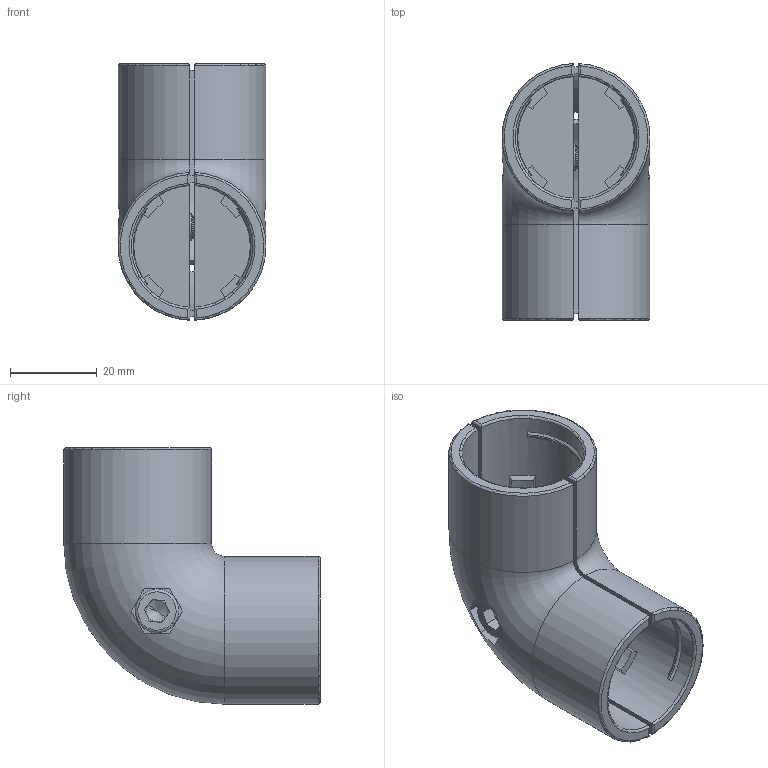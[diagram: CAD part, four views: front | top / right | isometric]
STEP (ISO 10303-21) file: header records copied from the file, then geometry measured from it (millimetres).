
FILE_DESCRIPTION((''),'2;1');
FILE_NAME('14032_ASM','2022-09-19T11:08:25',('PredragRovcanin'),('Audax d.o.o.'),'CREO PARAMETRIC BY PTC INC, 2020281','CREO PARAMETRIC BY PTC INC, 2020281','');
FILE_SCHEMA(('AUTOMOTIVE_DESIGN { 1 0 10303 214 1 1 1 1 }'));
Length unit declared in the file: millimetre
Products named in the file (4): 14032_A; 14032_B; 14032_C; 14032_ASM
Assembly tree (4 placements, depth 2):
  14032_ASM
    14032_A  x2
    14032_B
    14032_C
Bounding box: 34 x 58.99 x 58.99 mm (x, y, z)
Volume: 34392.7 mm3; surface area: 22923.5 mm2
Topology: 4 solids, 4 shells, 439 faces, 1018 edges, 611 vertices
Faces by surface type: plane 157, torus 110, cone 110, cylinder 62
Entity records: 12886 total; most frequent: CARTESIAN_POINT 1763, DIRECTION 1726, ORIENTED_EDGE 1454, PRESENTATION_STYLE_ASSIGNMENT 847, STYLED_ITEM 847, CURVE_STYLE 733, EDGE_CURVE 727, AXIS2_PLACEMENT_3D 706
